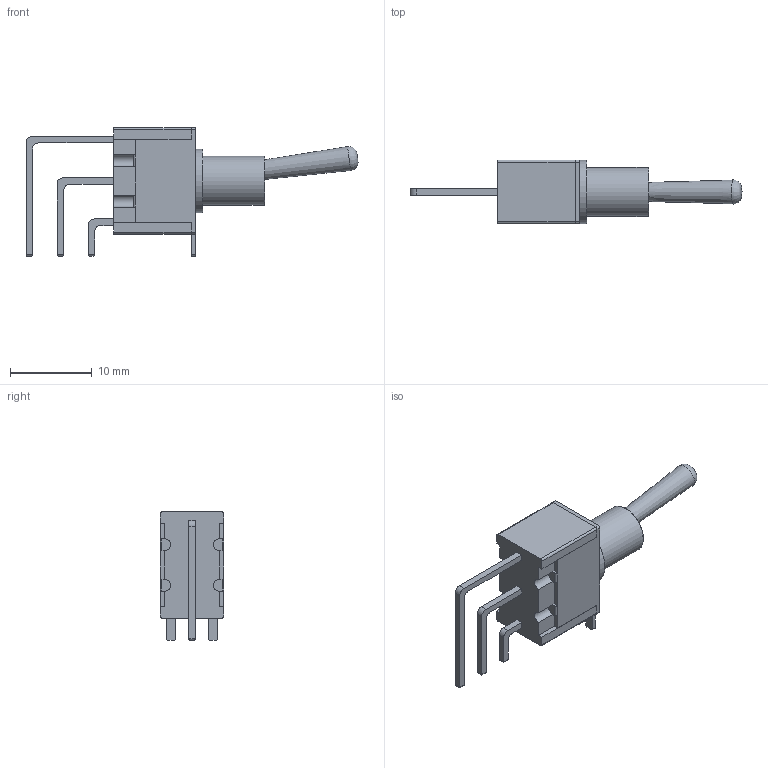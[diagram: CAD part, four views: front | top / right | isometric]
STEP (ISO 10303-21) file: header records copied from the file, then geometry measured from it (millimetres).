
FILE_DESCRIPTION(('FreeCAD Model'),'2;1');
FILE_NAME('Miyama_MS-500-B-VT.step', '2019-08-18T01:53:53',('Author'),(''), 'Open CASCADE STEP processor 6.8','FreeCAD','Unknown');
FILE_SCHEMA(('AUTOMOTIVE_DESIGN_CC2 { 1 2 10303 214 -1 1 5 4 }'));
Length unit declared in the file: millimetre
Products named in the file (1): Miyama_MS-500-B-VT
Bounding box: 40.58 x 7.8 x 15.7 mm (x, y, z)
Volume: 1209.2 mm3; surface area: 1240.3 mm2
Topology: 1 solids, 1 shells, 127 faces, 321 edges, 201 vertices
Faces by surface type: plane 82, cylinder 41, torus 2, cone 1, revolution 1
Full cylindrical faces by diameter (mm): 5 x1, 6 x1, 7.8 x1
Entity records: 5055 total; most frequent: CARTESIAN_POINT 1042, DIRECTION 651, ORIENTED_EDGE 642, EDGE_CURVE 321, LINE 242, VECTOR 242, AXIS2_PLACEMENT_3D 204, VERTEX_POINT 201
